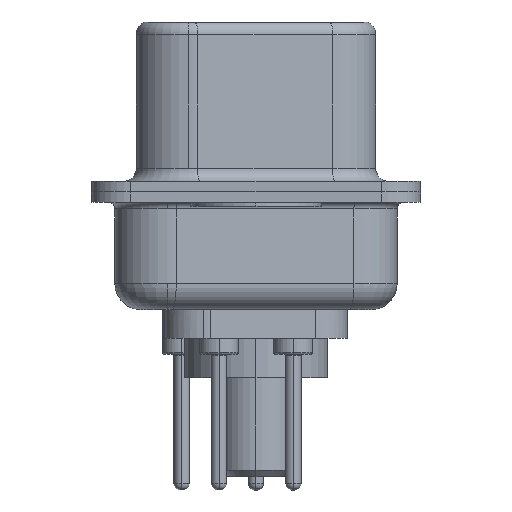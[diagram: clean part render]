
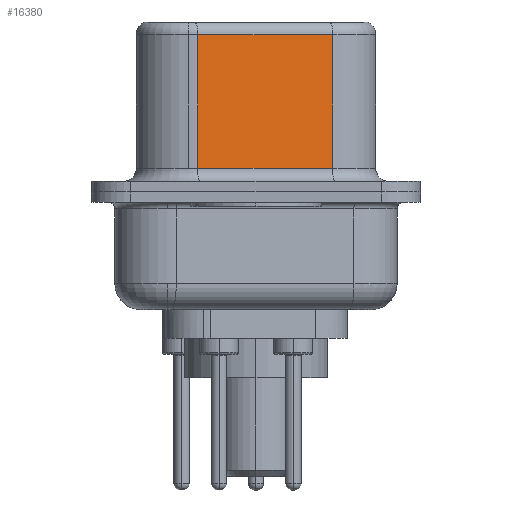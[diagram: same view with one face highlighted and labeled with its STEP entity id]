
A CAD part, left-side view. The second image highlights one B-rep face of the part: STEP entity #16380.
In plain terms, the highlighted planar face has unit normal (-0.985, -0.174, 0).
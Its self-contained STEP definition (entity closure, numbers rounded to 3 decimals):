
#129 = EDGE_CURVE ( 'NONE', #1394, #18459, #11240, .T. ) ;
#811 = AXIS2_PLACEMENT_3D ( 'NONE', #2839, #10253, #5812 ) ;
#1394 = VERTEX_POINT ( 'NONE', #3756 ) ;
#2683 = ORIENTED_EDGE ( 'NONE', *, *, #7765, .T. ) ;
#2725 = CARTESIAN_POINT ( 'NONE',  ( 4.585, -2.927, 6.52 ) ) ;
#2839 = CARTESIAN_POINT ( 'NONE',  ( 4.585, -2.927, 6.52 ) ) ;
#3171 = LINE ( 'NONE', #2725, #8337 ) ;
#3356 = LINE ( 'NONE', #7567, #4249 ) ;
#3575 = ORIENTED_EDGE ( 'NONE', *, *, #129, .T. ) ;
#3756 = CARTESIAN_POINT ( 'NONE',  ( 4.585, -2.927, 6.02 ) ) ;
#4249 = VECTOR ( 'NONE', #11931, 1000. ) ;
#5222 = FACE_OUTER_BOUND ( 'NONE', #9628, .T. ) ;
#5269 = EDGE_CURVE ( 'NONE', #6030, #9330, #6129, .T. ) ;
#5627 = ORIENTED_EDGE ( 'NONE', *, *, #5269, .T. ) ;
#5681 = VECTOR ( 'NONE', #15866, 1000. ) ;
#5812 = DIRECTION ( 'NONE',  ( -0.174, 0.985, 0. ) ) ;
#6030 = VERTEX_POINT ( 'NONE', #17440 ) ;
#6129 = LINE ( 'NONE', #18703, #5681 ) ;
#7033 = EDGE_CURVE ( 'NONE', #1394, #9330, #3171, .T. ) ;
#7156 = DIRECTION ( 'NONE',  ( 0., 0., -1. ) ) ;
#7567 = CARTESIAN_POINT ( 'NONE',  ( 3.675, 2.233, 6.52 ) ) ;
#7765 = EDGE_CURVE ( 'NONE', #18459, #6030, #3356, .T. ) ;
#7822 = VECTOR ( 'NONE', #11364, 1000. ) ;
#8337 = VECTOR ( 'NONE', #7156, 1000. ) ;
#8475 = PLANE ( 'NONE',  #811 ) ;
#9330 = VERTEX_POINT ( 'NONE', #18629 ) ;
#9628 = EDGE_LOOP ( 'NONE', ( #10986, #3575, #2683, #5627 ) ) ;
#10253 = DIRECTION ( 'NONE',  ( 0.985, 0.174, 0. ) ) ;
#10986 = ORIENTED_EDGE ( 'NONE', *, *, #7033, .F. ) ;
#11240 = LINE ( 'NONE', #18526, #7822 ) ;
#11364 = DIRECTION ( 'NONE',  ( -0.174, 0.985, 0. ) ) ;
#11931 = DIRECTION ( 'NONE',  ( 0., 0., -1. ) ) ;
#14715 = CARTESIAN_POINT ( 'NONE',  ( 3.675, 2.233, 6.02 ) ) ;
#15866 = DIRECTION ( 'NONE',  ( 0.174, -0.985, 0. ) ) ;
#16380 = ADVANCED_FACE ( 'NONE', ( #5222 ), #8475, .F. ) ;
#17440 = CARTESIAN_POINT ( 'NONE',  ( 3.675, 2.233, 0.9 ) ) ;
#18459 = VERTEX_POINT ( 'NONE', #14715 ) ;
#18526 = CARTESIAN_POINT ( 'NONE',  ( 4.585, -2.927, 6.02 ) ) ;
#18629 = CARTESIAN_POINT ( 'NONE',  ( 4.585, -2.927, 0.9 ) ) ;
#18703 = CARTESIAN_POINT ( 'NONE',  ( 4.585, -2.927, 0.9 ) ) ;
